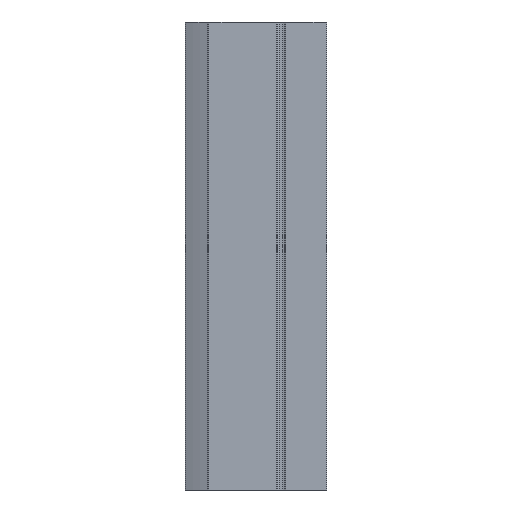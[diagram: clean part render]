
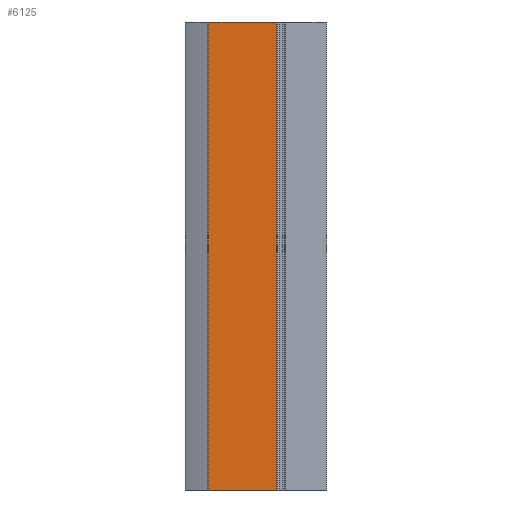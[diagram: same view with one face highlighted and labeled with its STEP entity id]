
A CAD part, front view. The second image highlights one B-rep face of the part: STEP entity #6125.
In plain terms, the highlighted planar face has unit normal (0, -1, 0).
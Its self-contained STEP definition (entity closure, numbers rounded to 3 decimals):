
#333=PLANE('',#6621);
#996=ORIENTED_EDGE('',*,*,#2540,.F.);
#997=ORIENTED_EDGE('',*,*,#2539,.F.);
#998=ORIENTED_EDGE('',*,*,#2541,.T.);
#999=ORIENTED_EDGE('',*,*,#2542,.T.);
#2539=EDGE_CURVE('',#3308,#3307,#3878,.T.);
#2540=EDGE_CURVE('',#3307,#3309,#3879,.T.);
#2541=EDGE_CURVE('',#3308,#3310,#3880,.T.);
#2542=EDGE_CURVE('',#3310,#3309,#3881,.T.);
#3307=VERTEX_POINT('',#9960);
#3308=VERTEX_POINT('',#9962);
#3309=VERTEX_POINT('',#9966);
#3310=VERTEX_POINT('',#9968);
#3878=LINE('',#9963,#4252);
#3879=LINE('',#9965,#4253);
#3880=LINE('',#9967,#4254);
#3881=LINE('',#9969,#4255);
#4252=VECTOR('',#7484,1000.);
#4253=VECTOR('',#7487,1000.);
#4254=VECTOR('',#7488,1000.);
#4255=VECTOR('',#7489,1000.);
#4638=EDGE_LOOP('',(#996,#997,#998,#999));
#5320=FACE_BOUND('',#4638,.T.);
#6125=ADVANCED_FACE('',(#5320),#333,.T.);
#6621=AXIS2_PLACEMENT_3D('',#9964,#7485,#7486);
#7484=DIRECTION('',(0.,0.,1.));
#7485=DIRECTION('',(0.,-1.,0.));
#7486=DIRECTION('',(0.,0.,-1.));
#7487=DIRECTION('',(1.,0.,0.));
#7488=DIRECTION('',(1.,0.,0.));
#7489=DIRECTION('',(0.,0.,1.));
#9960=CARTESIAN_POINT('',(-47.42,0.,0.));
#9962=CARTESIAN_POINT('',(-47.42,0.,-307.));
#9963=CARTESIAN_POINT('',(-47.42,0.,-307.));
#9964=CARTESIAN_POINT('',(-47.42,0.,-307.));
#9965=CARTESIAN_POINT('',(-47.42,0.,0.));
#9966=CARTESIAN_POINT('',(-3.,0.,0.));
#9967=CARTESIAN_POINT('',(-47.42,0.,-307.));
#9968=CARTESIAN_POINT('',(-3.,0.,-307.));
#9969=CARTESIAN_POINT('',(-3.,0.,-307.));
